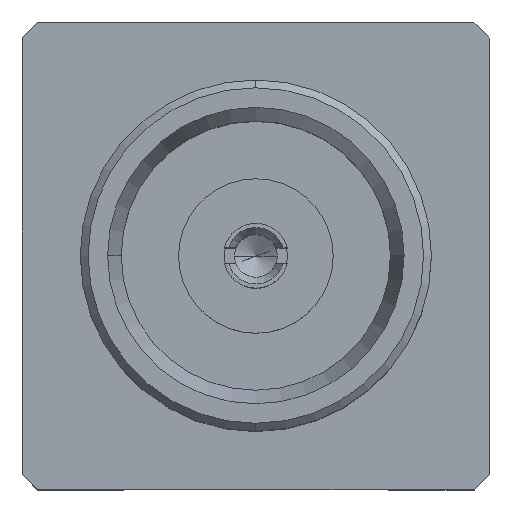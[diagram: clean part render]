
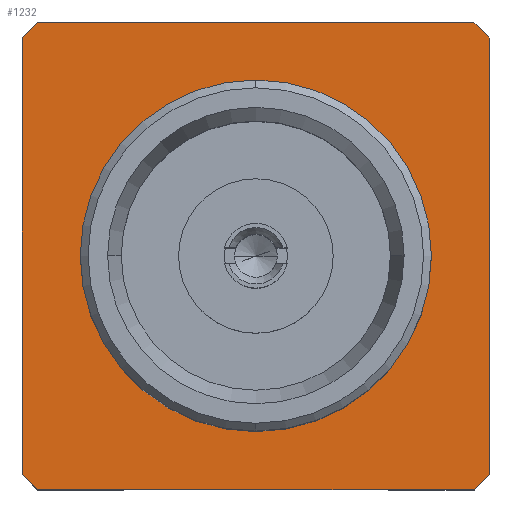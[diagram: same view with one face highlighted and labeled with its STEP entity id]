
A CAD part, top view. The second image highlights one B-rep face of the part: STEP entity #1232.
In plain terms, the highlighted planar face has unit normal (0, 0, 1).
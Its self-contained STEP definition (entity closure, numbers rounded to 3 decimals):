
#30=DIRECTION('',(1.,0.,0.));
#31=VECTOR('',#30,5.599);
#32=CARTESIAN_POINT('',(0.196,0.,-3.81));
#33=LINE('',#32,#31);
#46=CARTESIAN_POINT('',(2.996,2.995,-3.81));
#47=DIRECTION('',(0.,0.,1.));
#48=DIRECTION('',(-0.731,-0.683,0.));
#49=AXIS2_PLACEMENT_3D('',#46,#47,#48);
#67=DIRECTION('',(0.,-1.,0.));
#68=VECTOR('',#67,5.598);
#69=CARTESIAN_POINT('',(0.,5.795,-3.81));
#70=LINE('',#69,#68);
#158=DIRECTION('',(0.,1.,0.));
#159=VECTOR('',#158,5.59);
#160=CARTESIAN_POINT('',(5.995,0.2,-3.81));
#161=LINE('',#160,#159);
#203=DIRECTION('',(-1.,0.,0.));
#204=VECTOR('',#203,5.59);
#205=CARTESIAN_POINT('',(5.791,5.995,-3.81));
#206=LINE('',#205,#204);
#236=CARTESIAN_POINT('',(2.996,2.995,-3.81));
#237=DIRECTION('',(0.,0.,1.));
#238=DIRECTION('',(-0.682,0.732,0.));
#239=AXIS2_PLACEMENT_3D('',#236,#237,#238);
#241=CARTESIAN_POINT('',(2.996,2.995,-3.81));
#242=DIRECTION('',(0.,0.,1.));
#243=DIRECTION('',(0.,1.,0.));
#244=AXIS2_PLACEMENT_3D('',#241,#242,#243);
#246=CARTESIAN_POINT('',(2.996,2.995,-3.81));
#247=DIRECTION('',(0.,0.,-1.));
#248=DIRECTION('',(0.,1.,0.));
#249=AXIS2_PLACEMENT_3D('',#246,#247,#248);
#255=CARTESIAN_POINT('',(2.996,2.995,-3.81));
#256=DIRECTION('',(0.,0.,1.));
#257=DIRECTION('',(0.732,0.682,0.));
#258=AXIS2_PLACEMENT_3D('',#255,#256,#257);
#264=CARTESIAN_POINT('',(2.996,2.995,-3.81));
#265=DIRECTION('',(0.,0.,1.));
#266=DIRECTION('',(0.683,-0.731,0.));
#267=AXIS2_PLACEMENT_3D('',#264,#265,#266);
#707=CARTESIAN_POINT('',(0.201,5.995,-3.81));
#708=VERTEX_POINT('',#707);
#709=CARTESIAN_POINT('',(0.,5.795,-3.81));
#710=VERTEX_POINT('',#709);
#711=CARTESIAN_POINT('',(0.,0.196,-3.81));
#712=VERTEX_POINT('',#711);
#713=CARTESIAN_POINT('',(0.196,0.,-3.81));
#714=VERTEX_POINT('',#713);
#715=CARTESIAN_POINT('',(5.796,0.,-3.81));
#716=VERTEX_POINT('',#715);
#717=CARTESIAN_POINT('',(5.995,0.2,-3.81));
#718=VERTEX_POINT('',#717);
#719=CARTESIAN_POINT('',(5.996,5.79,-3.81));
#720=VERTEX_POINT('',#719);
#721=CARTESIAN_POINT('',(5.791,5.995,-3.81));
#722=VERTEX_POINT('',#721);
#723=CARTESIAN_POINT('',(2.996,5.245,-3.81));
#724=CARTESIAN_POINT('',(2.996,0.745,-3.81));
#725=VERTEX_POINT('',#723);
#726=VERTEX_POINT('',#724);
#1209=CARTESIAN_POINT('',(2.996,2.995,-3.81));
#1210=DIRECTION('',(0.,0.,1.));
#1211=DIRECTION('',(0.,1.,0.));
#1212=AXIS2_PLACEMENT_3D('',#1209,#1210,#1211);
#1213=PLANE('',#1212);
#1214=ORIENTED_EDGE('',*,*,#1202,.F.);
#1215=ORIENTED_EDGE('',*,*,#1146,.F.);
#1217=ORIENTED_EDGE('',*,*,#1216,.F.);
#1218=ORIENTED_EDGE('',*,*,#1082,.F.);
#1220=ORIENTED_EDGE('',*,*,#1219,.F.);
#1221=ORIENTED_EDGE('',*,*,#931,.F.);
#1222=ORIENTED_EDGE('',*,*,#951,.F.);
#1223=ORIENTED_EDGE('',*,*,#973,.F.);
#1224=EDGE_LOOP('',(#1214,#1215,#1217,#1218,#1220,#1221,#1222,#1223));
#1225=FACE_OUTER_BOUND('',#1224,.F.);
#1227=ORIENTED_EDGE('',*,*,#1226,.T.);
#1229=ORIENTED_EDGE('',*,*,#1228,.F.);
#1230=EDGE_LOOP('',(#1227,#1229));
#1231=FACE_BOUND('',#1230,.F.);
#1232=ADVANCED_FACE('',(#1225,#1231),#1213,.T.);
#50=CIRCLE('',#49,4.1);
#240=CIRCLE('',#239,4.1);
#245=CIRCLE('',#244,2.25);
#250=CIRCLE('',#249,2.25);
#259=CIRCLE('',#258,4.1);
#268=CIRCLE('',#267,4.1);
#931=EDGE_CURVE('',#714,#716,#33,.T.);
#951=EDGE_CURVE('',#712,#714,#50,.T.);
#973=EDGE_CURVE('',#710,#712,#70,.T.);
#1082=EDGE_CURVE('',#718,#720,#161,.T.);
#1146=EDGE_CURVE('',#722,#708,#206,.T.);
#1202=EDGE_CURVE('',#708,#710,#240,.T.);
#1216=EDGE_CURVE('',#720,#722,#259,.T.);
#1219=EDGE_CURVE('',#716,#718,#268,.T.);
#1226=EDGE_CURVE('',#725,#726,#245,.T.);
#1228=EDGE_CURVE('',#725,#726,#250,.T.);
